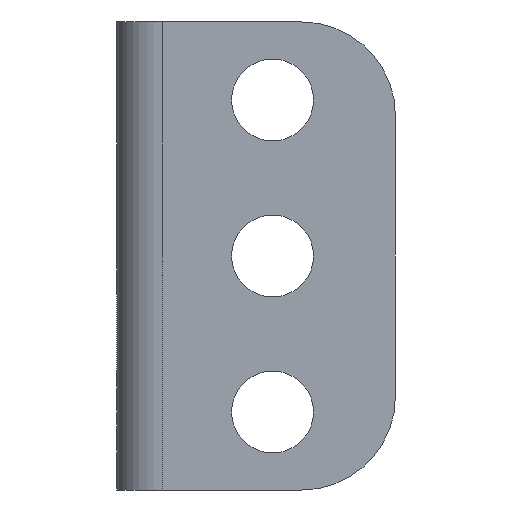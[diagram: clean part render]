
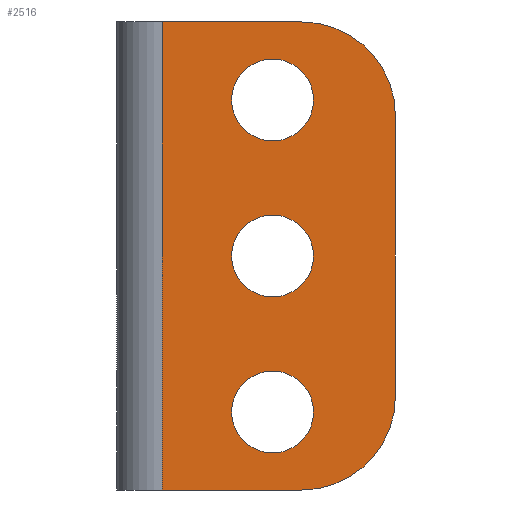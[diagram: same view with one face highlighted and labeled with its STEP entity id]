
A CAD part, left-side view. The second image highlights one B-rep face of the part: STEP entity #2516.
In plain terms, the highlighted planar face has unit normal (-1, 0, 0).
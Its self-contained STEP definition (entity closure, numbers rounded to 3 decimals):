
#14 = FACE_BOUND ( 'NONE', #1787, .T. ) ;
#15 = EDGE_LOOP ( 'NONE', ( #2739, #676, #476, #1785, #1139, #280 ) ) ;
#24 = LINE ( 'NONE', #967, #2043 ) ;
#30 = CARTESIAN_POINT ( 'NONE',  ( -54.362, -1.6, 16.625 ) ) ;
#78 = CARTESIAN_POINT ( 'NONE',  ( -54.362, -12.8, 17.425 ) ) ;
#89 = CARTESIAN_POINT ( 'NONE',  ( -54.362, -8., 29.425 ) ) ;
#107 = EDGE_CURVE ( 'NONE', #785, #1913, #319, .T. ) ;
#120 = DIRECTION ( 'NONE',  ( 0., 0., -1. ) ) ;
#124 = EDGE_CURVE ( 'NONE', #325, #2842, #457, .T. ) ;
#211 = PLANE ( 'NONE',  #1219 ) ;
#218 = CARTESIAN_POINT ( 'NONE',  ( -54.362, -2.34, 17.425 ) ) ;
#249 = CIRCLE ( 'NONE', #1976, 4.8 ) ;
#266 = CARTESIAN_POINT ( 'NONE',  ( -54.362, -9.5, 36.625 ) ) ;
#278 = DIRECTION ( 'NONE',  ( 0., 1., 0. ) ) ;
#280 = ORIENTED_EDGE ( 'NONE', *, *, #751, .T. ) ;
#319 = CIRCLE ( 'NONE', #2871, 2.1 ) ;
#325 = VERTEX_POINT ( 'NONE', #2304 ) ;
#401 = ORIENTED_EDGE ( 'NONE', *, *, #2427, .T. ) ;
#457 = CIRCLE ( 'NONE', #2821, 2.1 ) ;
#476 = ORIENTED_EDGE ( 'NONE', *, *, #542, .T. ) ;
#527 = CARTESIAN_POINT ( 'NONE',  ( -54.362, -8., 21.425 ) ) ;
#542 = EDGE_CURVE ( 'NONE', #737, #1041, #1273, .T. ) ;
#544 = DIRECTION ( 'NONE',  ( 1., 0., 0. ) ) ;
#634 = DIRECTION ( 'NONE',  ( 0., 0., 1. ) ) ;
#642 = CARTESIAN_POINT ( 'NONE',  ( -54.362, -9.5, 22.225 ) ) ;
#669 = CARTESIAN_POINT ( 'NONE',  ( -54.362, -2.34, 41.425 ) ) ;
#672 = AXIS2_PLACEMENT_3D ( 'NONE', #527, #544, #2915 ) ;
#676 = ORIENTED_EDGE ( 'NONE', *, *, #1086, .F. ) ;
#737 = VERTEX_POINT ( 'NONE', #218 ) ;
#738 = CARTESIAN_POINT ( 'NONE',  ( -54.362, -8., 35.325 ) ) ;
#751 = EDGE_CURVE ( 'NONE', #2069, #2483, #249, .T. ) ;
#785 = VERTEX_POINT ( 'NONE', #1458 ) ;
#895 = CARTESIAN_POINT ( 'NONE',  ( -54.362, -2.34, 42.225 ) ) ;
#911 = VERTEX_POINT ( 'NONE', #2142 ) ;
#921 = CIRCLE ( 'NONE', #672, 2.1 ) ;
#967 = CARTESIAN_POINT ( 'NONE',  ( -54.362, -14.3, 16.625 ) ) ;
#970 = EDGE_LOOP ( 'NONE', ( #401, #2583 ) ) ;
#1041 = VERTEX_POINT ( 'NONE', #1992 ) ;
#1086 = EDGE_CURVE ( 'NONE', #737, #2717, #1810, .T. ) ;
#1117 = CIRCLE ( 'NONE', #1611, 2.1 ) ;
#1139 = ORIENTED_EDGE ( 'NONE', *, *, #1712, .T. ) ;
#1144 = CARTESIAN_POINT ( 'NONE',  ( -54.362, -8., 37.425 ) ) ;
#1156 = DIRECTION ( 'NONE',  ( -1., 0., 0. ) ) ;
#1157 = ORIENTED_EDGE ( 'NONE', *, *, #1472, .T. ) ;
#1181 = EDGE_CURVE ( 'NONE', #911, #2912, #1713, .T. ) ;
#1191 = CARTESIAN_POINT ( 'NONE',  ( -54.362, -9.5, 41.425 ) ) ;
#1207 = FACE_BOUND ( 'NONE', #970, .T. ) ;
#1219 = AXIS2_PLACEMENT_3D ( 'NONE', #30, #1156, #2607 ) ;
#1273 = LINE ( 'NONE', #78, #2252 ) ;
#1317 = VECTOR ( 'NONE', #634, 1000. ) ;
#1458 = CARTESIAN_POINT ( 'NONE',  ( -54.362, -8., 19.325 ) ) ;
#1460 = DIRECTION ( 'NONE',  ( -1., 0., 0. ) ) ;
#1468 = AXIS2_PLACEMENT_3D ( 'NONE', #1144, #1553, #2488 ) ;
#1472 = EDGE_CURVE ( 'NONE', #1913, #785, #921, .T. ) ;
#1497 = EDGE_LOOP ( 'NONE', ( #2502, #1157 ) ) ;
#1513 = AXIS2_PLACEMENT_3D ( 'NONE', #642, #2232, #120 ) ;
#1553 = DIRECTION ( 'NONE',  ( 1., 0., 0. ) ) ;
#1564 = CIRCLE ( 'NONE', #1468, 2.1 ) ;
#1591 = DIRECTION ( 'NONE',  ( 1., 0., 0. ) ) ;
#1611 = AXIS2_PLACEMENT_3D ( 'NONE', #2834, #2390, #1881 ) ;
#1613 = EDGE_CURVE ( 'NONE', #1041, #2996, #2339, .T. ) ;
#1638 = FACE_OUTER_BOUND ( 'NONE', #15, .T. ) ;
#1672 = FACE_BOUND ( 'NONE', #1497, .T. ) ;
#1712 = EDGE_CURVE ( 'NONE', #2996, #2069, #24, .T. ) ;
#1713 = CIRCLE ( 'NONE', #2294, 2.1 ) ;
#1763 = DIRECTION ( 'NONE',  ( 0., -1., 0. ) ) ;
#1771 = CARTESIAN_POINT ( 'NONE',  ( -54.362, -8., 23.525 ) ) ;
#1785 = ORIENTED_EDGE ( 'NONE', *, *, #1613, .T. ) ;
#1787 = EDGE_LOOP ( 'NONE', ( #2545, #2262 ) ) ;
#1810 = LINE ( 'NONE', #895, #1317 ) ;
#1871 = DIRECTION ( 'NONE',  ( 0., 0., -1. ) ) ;
#1881 = DIRECTION ( 'NONE',  ( 0., 0., -1. ) ) ;
#1895 = CARTESIAN_POINT ( 'NONE',  ( -54.362, -12.8, 41.425 ) ) ;
#1913 = VERTEX_POINT ( 'NONE', #1771 ) ;
#1976 = AXIS2_PLACEMENT_3D ( 'NONE', #266, #1460, #1871 ) ;
#1992 = CARTESIAN_POINT ( 'NONE',  ( -54.362, -9.5, 17.425 ) ) ;
#2043 = VECTOR ( 'NONE', #2767, 1000. ) ;
#2069 = VERTEX_POINT ( 'NONE', #2626 ) ;
#2080 = CARTESIAN_POINT ( 'NONE',  ( -54.362, -8., 27.325 ) ) ;
#2128 = CARTESIAN_POINT ( 'NONE',  ( -54.362, -14.3, 22.225 ) ) ;
#2140 = LINE ( 'NONE', #1895, #2889 ) ;
#2142 = CARTESIAN_POINT ( 'NONE',  ( -54.362, -8., 39.525 ) ) ;
#2152 = DIRECTION ( 'NONE',  ( 0., 0., -1. ) ) ;
#2168 = DIRECTION ( 'NONE',  ( 1., 0., 0. ) ) ;
#2232 = DIRECTION ( 'NONE',  ( -1., 0., 0. ) ) ;
#2252 = VECTOR ( 'NONE', #1763, 1000. ) ;
#2262 = ORIENTED_EDGE ( 'NONE', *, *, #1181, .T. ) ;
#2294 = AXIS2_PLACEMENT_3D ( 'NONE', #2997, #1591, #2526 ) ;
#2304 = CARTESIAN_POINT ( 'NONE',  ( -54.362, -8., 31.525 ) ) ;
#2339 = CIRCLE ( 'NONE', #1513, 4.8 ) ;
#2384 = EDGE_CURVE ( 'NONE', #2483, #2717, #2140, .T. ) ;
#2390 = DIRECTION ( 'NONE',  ( 1., 0., 0. ) ) ;
#2416 = CARTESIAN_POINT ( 'NONE',  ( -54.362, -8., 21.425 ) ) ;
#2427 = EDGE_CURVE ( 'NONE', #2842, #325, #1117, .T. ) ;
#2483 = VERTEX_POINT ( 'NONE', #1191 ) ;
#2488 = DIRECTION ( 'NONE',  ( 0., 0., -1. ) ) ;
#2502 = ORIENTED_EDGE ( 'NONE', *, *, #107, .T. ) ;
#2516 = ADVANCED_FACE ( 'NONE', ( #1207, #14, #1672, #1638 ), #211, .T. ) ;
#2526 = DIRECTION ( 'NONE',  ( 0., 0., -1. ) ) ;
#2545 = ORIENTED_EDGE ( 'NONE', *, *, #2588, .T. ) ;
#2583 = ORIENTED_EDGE ( 'NONE', *, *, #124, .T. ) ;
#2588 = EDGE_CURVE ( 'NONE', #2912, #911, #1564, .T. ) ;
#2607 = DIRECTION ( 'NONE',  ( 0., 0., 1. ) ) ;
#2626 = CARTESIAN_POINT ( 'NONE',  ( -54.362, -14.3, 36.625 ) ) ;
#2648 = DIRECTION ( 'NONE',  ( 0., 0., -1. ) ) ;
#2717 = VERTEX_POINT ( 'NONE', #669 ) ;
#2739 = ORIENTED_EDGE ( 'NONE', *, *, #2384, .T. ) ;
#2767 = DIRECTION ( 'NONE',  ( 0., 0., 1. ) ) ;
#2821 = AXIS2_PLACEMENT_3D ( 'NONE', #89, #2168, #2648 ) ;
#2834 = CARTESIAN_POINT ( 'NONE',  ( -54.362, -8., 29.425 ) ) ;
#2842 = VERTEX_POINT ( 'NONE', #2080 ) ;
#2871 = AXIS2_PLACEMENT_3D ( 'NONE', #2416, #2895, #2152 ) ;
#2889 = VECTOR ( 'NONE', #278, 1000. ) ;
#2895 = DIRECTION ( 'NONE',  ( 1., 0., 0. ) ) ;
#2912 = VERTEX_POINT ( 'NONE', #738 ) ;
#2915 = DIRECTION ( 'NONE',  ( 0., 0., -1. ) ) ;
#2996 = VERTEX_POINT ( 'NONE', #2128 ) ;
#2997 = CARTESIAN_POINT ( 'NONE',  ( -54.362, -8., 37.425 ) ) ;
